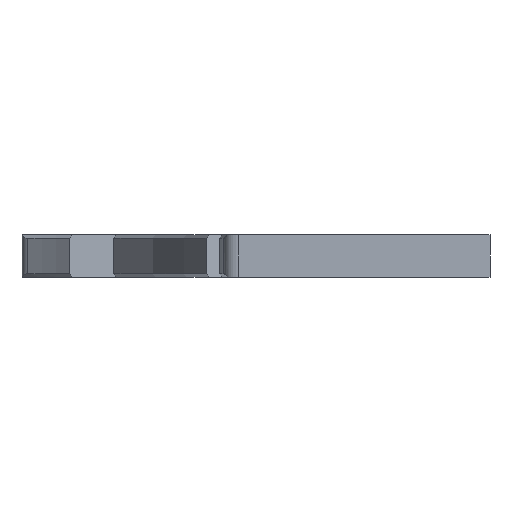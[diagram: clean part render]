
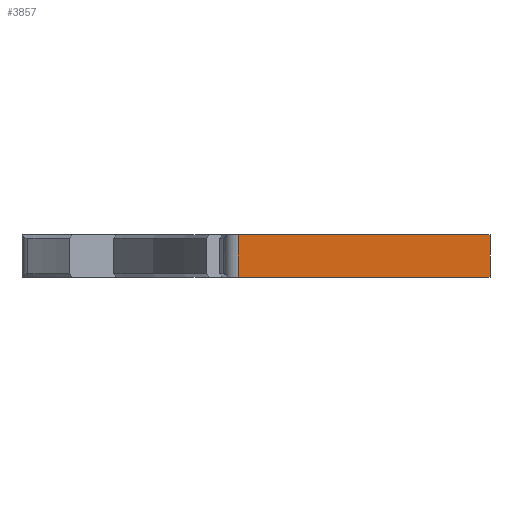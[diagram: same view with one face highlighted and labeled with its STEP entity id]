
A CAD part, front view. The second image highlights one B-rep face of the part: STEP entity #3857.
In plain terms, the highlighted planar face has unit normal (0, -1, 0).
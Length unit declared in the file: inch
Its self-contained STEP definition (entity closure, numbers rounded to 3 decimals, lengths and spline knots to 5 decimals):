
#20 = LINE ( 'NONE', #637, #3890 ) ;
#206 = ORIENTED_EDGE ( 'NONE', *, *, #1222, .T. ) ;
#342 = DIRECTION ( 'NONE',  ( 1., 0., 0. ) ) ;
#387 = DIRECTION ( 'NONE',  ( 0., 0., -1. ) ) ;
#521 = AXIS2_PLACEMENT_3D ( 'NONE', #3920, #1032, #3278 ) ;
#637 = CARTESIAN_POINT ( 'NONE',  ( 4.219, 0., -0.3735 ) ) ;
#687 = LINE ( 'NONE', #1999, #3016 ) ;
#736 = VERTEX_POINT ( 'NONE', #801 ) ;
#755 = VERTEX_POINT ( 'NONE', #2323 ) ;
#801 = CARTESIAN_POINT ( 'NONE',  ( 6.5625, 0., -0.3735 ) ) ;
#996 = VERTEX_POINT ( 'NONE', #1421 ) ;
#1032 = DIRECTION ( 'NONE',  ( 0., -1., 0. ) ) ;
#1059 = LINE ( 'NONE', #3285, #2144 ) ;
#1222 = EDGE_CURVE ( 'NONE', #736, #1569, #687, .T. ) ;
#1228 = EDGE_CURVE ( 'NONE', #755, #996, #1059, .T. ) ;
#1300 = LINE ( 'NONE', #2896, #2179 ) ;
#1344 = PLANE ( 'NONE',  #521 ) ;
#1421 = CARTESIAN_POINT ( 'NONE',  ( 4.3422, 0., -0.3735 ) ) ;
#1569 = VERTEX_POINT ( 'NONE', #2291 ) ;
#1613 = EDGE_CURVE ( 'NONE', #755, #1569, #1300, .T. ) ;
#1826 = ORIENTED_EDGE ( 'NONE', *, *, #1228, .T. ) ;
#1885 = DIRECTION ( 'NONE',  ( 1., 0., 0. ) ) ;
#1999 = CARTESIAN_POINT ( 'NONE',  ( 6.5625, 0., -0.3735 ) ) ;
#2144 = VECTOR ( 'NONE', #387, 39.37008 ) ;
#2179 = VECTOR ( 'NONE', #1885, 39.37008 ) ;
#2260 = ORIENTED_EDGE ( 'NONE', *, *, #1613, .F. ) ;
#2291 = CARTESIAN_POINT ( 'NONE',  ( 6.5625, 0., 0. ) ) ;
#2296 = DIRECTION ( 'NONE',  ( 0., 0., 1. ) ) ;
#2323 = CARTESIAN_POINT ( 'NONE',  ( 4.3422, 0., 0. ) ) ;
#2896 = CARTESIAN_POINT ( 'NONE',  ( 4.219, 0., 0. ) ) ;
#3016 = VECTOR ( 'NONE', #2296, 39.37008 ) ;
#3087 = ORIENTED_EDGE ( 'NONE', *, *, #3726, .T. ) ;
#3278 = DIRECTION ( 'NONE',  ( 0., 0., -1. ) ) ;
#3285 = CARTESIAN_POINT ( 'NONE',  ( 4.3422, 0., -0.3425 ) ) ;
#3346 = FACE_OUTER_BOUND ( 'NONE', #3795, .T. ) ;
#3726 = EDGE_CURVE ( 'NONE', #996, #736, #20, .T. ) ;
#3795 = EDGE_LOOP ( 'NONE', ( #2260, #1826, #3087, #206 ) ) ;
#3857 = ADVANCED_FACE ( 'NONE', ( #3346 ), #1344, .T. ) ;
#3890 = VECTOR ( 'NONE', #342, 39.37008 ) ;
#3920 = CARTESIAN_POINT ( 'NONE',  ( 4.219, 0., -0.3735 ) ) ;
